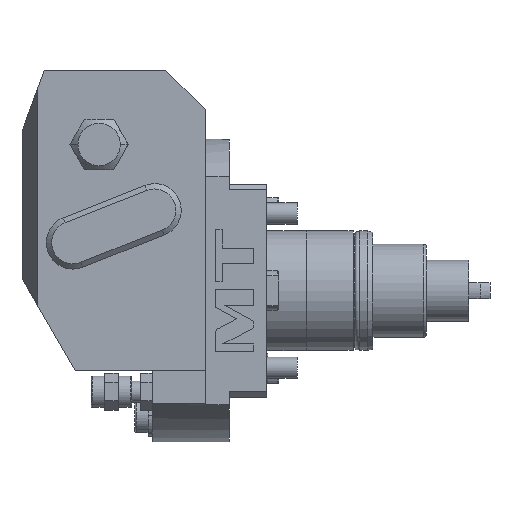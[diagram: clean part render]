
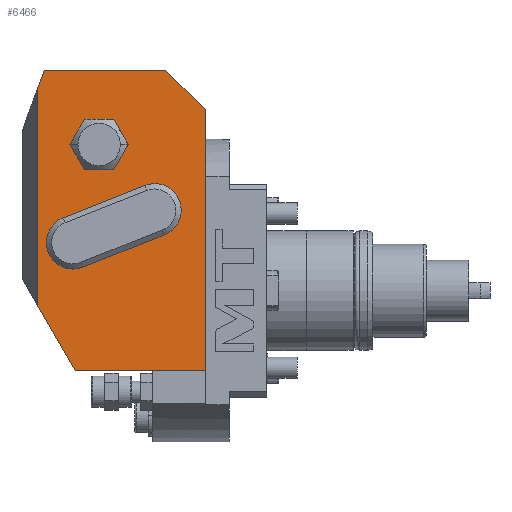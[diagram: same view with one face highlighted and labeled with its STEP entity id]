
A CAD part, front view. The second image highlights one B-rep face of the part: STEP entity #6466.
In plain terms, the highlighted planar face has unit normal (0, -1, 0).
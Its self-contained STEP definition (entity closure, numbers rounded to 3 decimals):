
#580=DIRECTION('',(0.,0.,-1.));
#581=VECTOR('',#580,98.);
#582=CARTESIAN_POINT('',(-23.,-67.,68.));
#583=LINE('',#582,#581);
#606=DIRECTION('',(-1.,0.,0.));
#607=VECTOR('',#606,49.);
#608=CARTESIAN_POINT('',(-23.,-67.,-30.));
#609=LINE('',#608,#607);
#638=DIRECTION('',(-0.5,0.,0.866));
#639=VECTOR('',#638,28.);
#640=CARTESIAN_POINT('',(-72.,-67.,-30.));
#641=LINE('',#640,#639);
#678=DIRECTION('',(-0.342,0.,-0.94));
#679=VECTOR('',#678,6.933);
#680=CARTESIAN_POINT('',(-83.629,-67.,83.));
#681=LINE('',#680,#679);
#694=DIRECTION('',(1.,0.,0.));
#695=VECTOR('',#694,45.629);
#696=CARTESIAN_POINT('',(-83.629,-67.,83.));
#697=LINE('',#696,#695);
#710=DIRECTION('',(-0.707,0.,0.707));
#711=VECTOR('',#710,21.213);
#712=CARTESIAN_POINT('',(-23.,-67.,68.));
#713=LINE('',#712,#711);
#722=DIRECTION('',(0.,0.,-1.));
#723=VECTOR('',#722,82.236);
#724=CARTESIAN_POINT('',(-86.,-67.,76.485));
#725=LINE('',#724,#723);
#726=CARTESIAN_POINT('',(-72.874,-67.,18.123));
#727=DIRECTION('',(0.,1.,0.));
#728=DIRECTION('',(0.368,0.,-0.93));
#729=AXIS2_PLACEMENT_3D('',#726,#727,#728);
#731=DIRECTION('',(-0.93,0.,-0.368));
#732=VECTOR('',#731,33.069);
#733=CARTESIAN_POINT('',(-38.445,-67.,20.987));
#734=LINE('',#733,#732);
#735=CARTESIAN_POINT('',(-42.123,-67.,30.286));
#736=DIRECTION('',(0.,1.,0.));
#737=DIRECTION('',(-0.368,0.,0.93));
#738=AXIS2_PLACEMENT_3D('',#735,#736,#737);
#740=DIRECTION('',(0.93,0.,0.368));
#741=VECTOR('',#740,33.069);
#742=CARTESIAN_POINT('',(-76.552,-67.,27.422));
#743=LINE('',#742,#741);
#812=CARTESIAN_POINT('',(-63.,-67.,55.));
#813=DIRECTION('',(0.,1.,0.));
#814=DIRECTION('',(-1.,0.,0.));
#815=AXIS2_PLACEMENT_3D('',#812,#813,#814);
#817=CARTESIAN_POINT('',(-63.,-67.,55.));
#818=DIRECTION('',(0.,1.,0.));
#819=DIRECTION('',(1.,0.,0.));
#820=AXIS2_PLACEMENT_3D('',#817,#818,#819);
#5326=CARTESIAN_POINT('',(-69.196,-67.,8.824));
#5327=CARTESIAN_POINT('',(-76.552,-67.,27.422));
#5328=VERTEX_POINT('',#5326);
#5329=VERTEX_POINT('',#5327);
#5330=CARTESIAN_POINT('',(-45.801,-67.,39.585));
#5331=VERTEX_POINT('',#5330);
#5332=CARTESIAN_POINT('',(-38.445,-67.,20.987));
#5333=VERTEX_POINT('',#5332);
#5334=CARTESIAN_POINT('',(-23.,-67.,-30.));
#5335=CARTESIAN_POINT('',(-72.,-67.,-30.));
#5336=VERTEX_POINT('',#5334);
#5337=VERTEX_POINT('',#5335);
#5338=CARTESIAN_POINT('',(-83.629,-67.,83.));
#5339=CARTESIAN_POINT('',(-38.,-67.,83.));
#5340=VERTEX_POINT('',#5338);
#5341=VERTEX_POINT('',#5339);
#5342=CARTESIAN_POINT('',(-23.,-67.,68.));
#5343=VERTEX_POINT('',#5342);
#5361=CARTESIAN_POINT('',(-86.,-67.,-5.751));
#5363=VERTEX_POINT('',#5361);
#5366=CARTESIAN_POINT('',(-86.,-67.,76.485));
#5367=VERTEX_POINT('',#5366);
#5368=CARTESIAN_POINT('',(-69.,-67.,55.));
#5369=CARTESIAN_POINT('',(-57.,-67.,55.));
#5370=VERTEX_POINT('',#5368);
#5371=VERTEX_POINT('',#5369);
#6435=CARTESIAN_POINT('',(-53.5,-67.,0.));
#6436=DIRECTION('',(0.,-1.,0.));
#6437=DIRECTION('',(0.,0.,1.));
#6438=AXIS2_PLACEMENT_3D('',#6435,#6436,#6437);
#6439=PLANE('',#6438);
#6440=ORIENTED_EDGE('',*,*,#6356,.T.);
#6442=ORIENTED_EDGE('',*,*,#6441,.F.);
#6443=ORIENTED_EDGE('',*,*,#6392,.F.);
#6444=ORIENTED_EDGE('',*,*,#6409,.T.);
#6445=ORIENTED_EDGE('',*,*,#6425,.F.);
#6446=ORIENTED_EDGE('',*,*,#6294,.T.);
#6447=ORIENTED_EDGE('',*,*,#6321,.T.);
#6448=EDGE_LOOP('',(#6440,#6442,#6443,#6444,#6445,#6446,#6447));
#6449=FACE_OUTER_BOUND('',#6448,.F.);
#6451=ORIENTED_EDGE('',*,*,#6450,.F.);
#6453=ORIENTED_EDGE('',*,*,#6452,.F.);
#6455=ORIENTED_EDGE('',*,*,#6454,.F.);
#6457=ORIENTED_EDGE('',*,*,#6456,.F.);
#6458=EDGE_LOOP('',(#6451,#6453,#6455,#6457));
#6459=FACE_BOUND('',#6458,.F.);
#6461=ORIENTED_EDGE('',*,*,#6460,.F.);
#6463=ORIENTED_EDGE('',*,*,#6462,.F.);
#6464=EDGE_LOOP('',(#6461,#6463));
#6465=FACE_BOUND('',#6464,.F.);
#6466=ADVANCED_FACE('',(#6449,#6459,#6465),#6439,.T.);
#730=CIRCLE('',#729,10.);
#739=CIRCLE('',#738,10.);
#816=CIRCLE('',#815,6.);
#821=CIRCLE('',#820,6.);
#6294=EDGE_CURVE('',#5343,#5336,#583,.T.);
#6321=EDGE_CURVE('',#5336,#5337,#609,.T.);
#6356=EDGE_CURVE('',#5337,#5363,#641,.T.);
#6392=EDGE_CURVE('',#5340,#5367,#681,.T.);
#6409=EDGE_CURVE('',#5340,#5341,#697,.T.);
#6425=EDGE_CURVE('',#5343,#5341,#713,.T.);
#6441=EDGE_CURVE('',#5367,#5363,#725,.T.);
#6450=EDGE_CURVE('',#5328,#5329,#730,.T.);
#6452=EDGE_CURVE('',#5333,#5328,#734,.T.);
#6454=EDGE_CURVE('',#5331,#5333,#739,.T.);
#6456=EDGE_CURVE('',#5329,#5331,#743,.T.);
#6460=EDGE_CURVE('',#5370,#5371,#816,.T.);
#6462=EDGE_CURVE('',#5371,#5370,#821,.T.);
